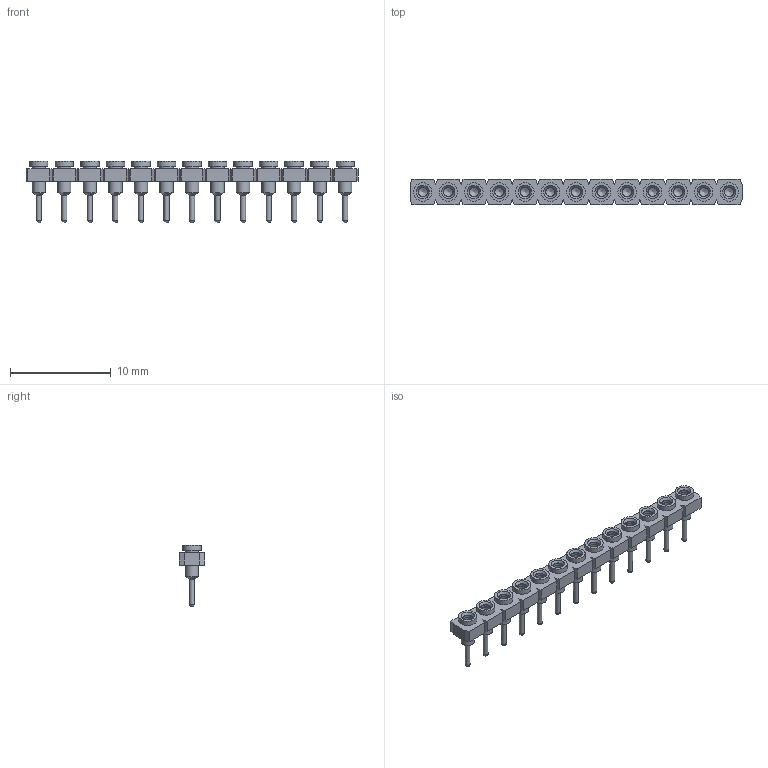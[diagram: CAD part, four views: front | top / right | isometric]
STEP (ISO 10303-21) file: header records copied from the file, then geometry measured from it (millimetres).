
FILE_DESCRIPTION(('FreeCAD Model'),'2;1');
FILE_NAME('Open CASCADE Shape Model','2025-01-11T13:28:50',(''),(''), 'Open CASCADE STEP processor 7.8','FreeCAD','Unknown');
FILE_SCHEMA(('AUTOMOTIVE_DESIGN { 1 0 10303 214 1 1 1 1 }'));
Length unit declared in the file: millimetre
Products named in the file (14): SL-113_socket; SC-4P1_pins078; SC-4P1_pins079; SC-4P1_pins080; SC-4P1_pins081; SC-4P1_pins082; SC-4P1_pins083; SC-4P1_pins084; SC-4P1_pins085; SC-4P1_pins086; SC-4P1_pins087; SC-4P1_pins088; SC-4P1_pins089; SC-4P1_pins104
Bounding box: 33.02 x 2.54 x 6.1 mm (x, y, z)
Volume: 124.9 mm3; surface area: 739.5 mm2
Topology: 14 solids, 14 shells, 303 faces, 669 edges, 433 vertices
Faces by surface type: plane 147, cylinder 91, cone 52, sphere 13
Full cylindrical faces by diameter (mm): 0.508 x13, 0.914 x13, 1.016 x13, 1.321 x39, 1.829 x13
Entity records: 8432 total; most frequent: CARTESIAN_POINT 1588, DIRECTION 1342, ORIENTED_EDGE 1286, EDGE_CURVE 643, AXIS2_PLACEMENT_3D 551, VERTEX_POINT 433, FACE_BOUND 394, EDGE_LOOP 394
